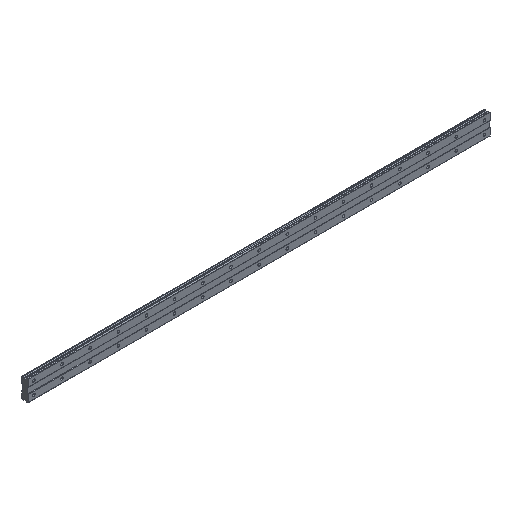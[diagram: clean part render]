
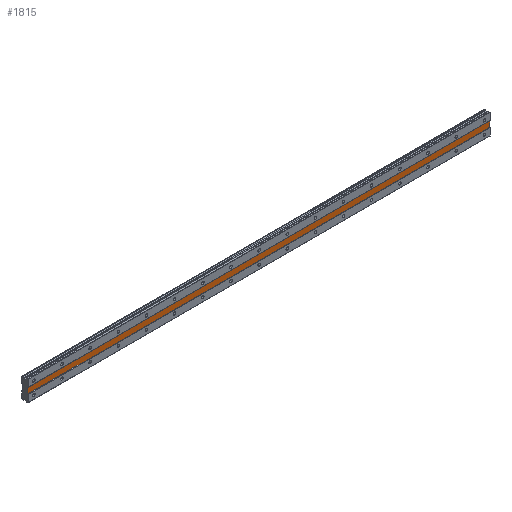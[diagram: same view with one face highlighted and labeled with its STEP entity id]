
A CAD part, isometric view. The second image highlights one B-rep face of the part: STEP entity #1815.
In plain terms, the highlighted planar face has unit normal (0, -1, 0).
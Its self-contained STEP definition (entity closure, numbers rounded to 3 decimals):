
#57 = CARTESIAN_POINT ( 'NONE',  ( -10., 0.5, 5. ) ) ;
#113 = CARTESIAN_POINT ( 'NONE',  ( 810., 0.5, 5. ) ) ;
#246 = CARTESIAN_POINT ( 'NONE',  ( 810., 0.5, 5. ) ) ;
#442 = EDGE_CURVE ( 'NONE', #1916, #5051, #6346, .T. ) ;
#455 = DIRECTION ( 'NONE',  ( 1., 0., 0. ) ) ;
#467 = AXIS2_PLACEMENT_3D ( 'NONE', #113, #2116, #6102 ) ;
#1200 = VECTOR ( 'NONE', #1981, 1000. ) ;
#1309 = CARTESIAN_POINT ( 'NONE',  ( 810., 0.5, -5. ) ) ;
#1422 = ORIENTED_EDGE ( 'NONE', *, *, #442, .T. ) ;
#1579 = DIRECTION ( 'NONE',  ( 1., 0., 0. ) ) ;
#1649 = ORIENTED_EDGE ( 'NONE', *, *, #5038, .T. ) ;
#1815 = ADVANCED_FACE ( 'NONE', ( #2594 ), #4560, .F. ) ;
#1916 = VERTEX_POINT ( 'NONE', #3274 ) ;
#1981 = DIRECTION ( 'NONE',  ( 0., 0., -1. ) ) ;
#2116 = DIRECTION ( 'NONE',  ( 0., 1., 0. ) ) ;
#2206 = CARTESIAN_POINT ( 'NONE',  ( 810., 0.5, 5. ) ) ;
#2256 = LINE ( 'NONE', #3765, #4810 ) ;
#2431 = ORIENTED_EDGE ( 'NONE', *, *, #5977, .F. ) ;
#2594 = FACE_OUTER_BOUND ( 'NONE', #2797, .T. ) ;
#2797 = EDGE_LOOP ( 'NONE', ( #1422, #2431, #5893, #1649 ) ) ;
#2960 = VERTEX_POINT ( 'NONE', #57 ) ;
#3144 = DIRECTION ( 'NONE',  ( 0., 0., -1. ) ) ;
#3177 = CARTESIAN_POINT ( 'NONE',  ( 810., 0.5, -5. ) ) ;
#3274 = CARTESIAN_POINT ( 'NONE',  ( -10., 0.5, -5. ) ) ;
#3282 = VERTEX_POINT ( 'NONE', #246 ) ;
#3299 = VECTOR ( 'NONE', #1579, 1000. ) ;
#3453 = EDGE_CURVE ( 'NONE', #2960, #3282, #5041, .T. ) ;
#3765 = CARTESIAN_POINT ( 'NONE',  ( -10., 0.5, 18.34 ) ) ;
#3913 = LINE ( 'NONE', #4424, #1200 ) ;
#4272 = VECTOR ( 'NONE', #455, 1000. ) ;
#4424 = CARTESIAN_POINT ( 'NONE',  ( 810., 0.5, 18.34 ) ) ;
#4560 = PLANE ( 'NONE',  #467 ) ;
#4810 = VECTOR ( 'NONE', #3144, 1000. ) ;
#5038 = EDGE_CURVE ( 'NONE', #2960, #1916, #2256, .T. ) ;
#5041 = LINE ( 'NONE', #2206, #3299 ) ;
#5051 = VERTEX_POINT ( 'NONE', #3177 ) ;
#5893 = ORIENTED_EDGE ( 'NONE', *, *, #3453, .F. ) ;
#5977 = EDGE_CURVE ( 'NONE', #3282, #5051, #3913, .T. ) ;
#6102 = DIRECTION ( 'NONE',  ( 0., 0., 1. ) ) ;
#6346 = LINE ( 'NONE', #1309, #4272 ) ;
